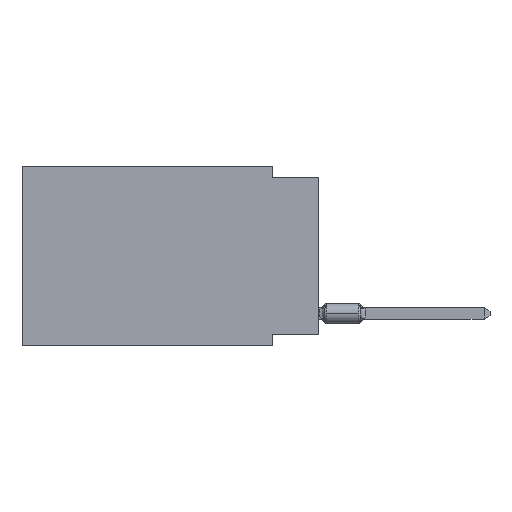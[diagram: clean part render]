
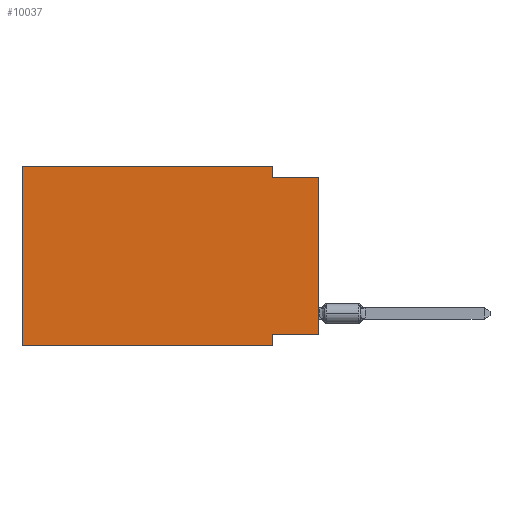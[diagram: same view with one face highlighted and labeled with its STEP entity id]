
A CAD part, left-side view. The second image highlights one B-rep face of the part: STEP entity #10037.
In plain terms, the highlighted planar face has unit normal (-1, 0, 0).
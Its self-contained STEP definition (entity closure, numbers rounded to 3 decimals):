
#539 = ORIENTED_EDGE ( 'NONE', *, *, #6639, .F. ) ;
#815 = CARTESIAN_POINT ( 'NONE',  ( 0., 16.383, -9.906 ) ) ;
#824 = LINE ( 'NONE', #16220, #14878 ) ;
#1078 = VERTEX_POINT ( 'NONE', #8548 ) ;
#1720 = CARTESIAN_POINT ( 'NONE',  ( 0., 16.383, 0. ) ) ;
#1952 = LINE ( 'NONE', #1720, #9419 ) ;
#2629 = LINE ( 'NONE', #815, #10183 ) ;
#2685 = CARTESIAN_POINT ( 'NONE',  ( 0., 16.383, 0. ) ) ;
#2807 = VECTOR ( 'NONE', #14565, 1000. ) ;
#3732 = ORIENTED_EDGE ( 'NONE', *, *, #10079, .F. ) ;
#4151 = PLANE ( 'NONE',  #17603 ) ;
#4628 = EDGE_CURVE ( 'NONE', #14205, #10528, #12724, .T. ) ;
#4980 = EDGE_CURVE ( 'NONE', #14205, #10177, #824, .T. ) ;
#5239 = CARTESIAN_POINT ( 'NONE',  ( 0., 16.383, -9.906 ) ) ;
#5313 = LINE ( 'NONE', #20573, #10932 ) ;
#5898 = EDGE_CURVE ( 'NONE', #1078, #21220, #18291, .T. ) ;
#5966 = DIRECTION ( 'NONE',  ( 0., 0., -1. ) ) ;
#6639 = EDGE_CURVE ( 'NONE', #21220, #10177, #21203, .T. ) ;
#7071 = EDGE_CURVE ( 'NONE', #16749, #10200, #2629, .T. ) ;
#7227 = VECTOR ( 'NONE', #9788, 1000. ) ;
#7288 = DIRECTION ( 'NONE',  ( 0., 1., 0. ) ) ;
#7440 = VERTEX_POINT ( 'NONE', #12657 ) ;
#7533 = FACE_OUTER_BOUND ( 'NONE', #20388, .T. ) ;
#7728 = DIRECTION ( 'NONE',  ( 0., 0., 1. ) ) ;
#7755 = CARTESIAN_POINT ( 'NONE',  ( 0., 2.54, -0.635 ) ) ;
#8329 = VECTOR ( 'NONE', #7288, 1000. ) ;
#8426 = CARTESIAN_POINT ( 'NONE',  ( 0., 2.54, 0. ) ) ;
#8548 = CARTESIAN_POINT ( 'NONE',  ( 0., 2.54, 0. ) ) ;
#8781 = ORIENTED_EDGE ( 'NONE', *, *, #4628, .F. ) ;
#9027 = ORIENTED_EDGE ( 'NONE', *, *, #4980, .T. ) ;
#9419 = VECTOR ( 'NONE', #22201, 1000. ) ;
#9452 = VECTOR ( 'NONE', #16349, 1000. ) ;
#9532 = DIRECTION ( 'NONE',  ( 0., -1., 0. ) ) ;
#9581 = DIRECTION ( 'NONE',  ( 1., 0., 0. ) ) ;
#9788 = DIRECTION ( 'NONE',  ( 0., 0., -1. ) ) ;
#9890 = CARTESIAN_POINT ( 'NONE',  ( 0., 0., -9.271 ) ) ;
#10037 = ADVANCED_FACE ( 'NONE', ( #7533 ), #4151, .F. ) ;
#10079 = EDGE_CURVE ( 'NONE', #7440, #1078, #16257, .T. ) ;
#10177 = VERTEX_POINT ( 'NONE', #15461 ) ;
#10183 = VECTOR ( 'NONE', #9532, 1000. ) ;
#10200 = VERTEX_POINT ( 'NONE', #22234 ) ;
#10528 = VERTEX_POINT ( 'NONE', #21508 ) ;
#10932 = VECTOR ( 'NONE', #11986, 1000. ) ;
#11986 = DIRECTION ( 'NONE',  ( 0., 0., -1. ) ) ;
#12657 = CARTESIAN_POINT ( 'NONE',  ( 0., 16.383, 0. ) ) ;
#12724 = LINE ( 'NONE', #12848, #8329 ) ;
#12848 = CARTESIAN_POINT ( 'NONE',  ( 0., 0., -9.271 ) ) ;
#13230 = ORIENTED_EDGE ( 'NONE', *, *, #5898, .F. ) ;
#14205 = VERTEX_POINT ( 'NONE', #9890 ) ;
#14322 = EDGE_CURVE ( 'NONE', #16749, #7440, #1952, .T. ) ;
#14565 = DIRECTION ( 'NONE',  ( 0., -1., 0. ) ) ;
#14878 = VECTOR ( 'NONE', #7728, 1000. ) ;
#15461 = CARTESIAN_POINT ( 'NONE',  ( 0., 0., -0.635 ) ) ;
#15949 = EDGE_CURVE ( 'NONE', #10528, #10200, #5313, .T. ) ;
#15973 = ORIENTED_EDGE ( 'NONE', *, *, #7071, .T. ) ;
#16220 = CARTESIAN_POINT ( 'NONE',  ( 0., 0., 0. ) ) ;
#16257 = LINE ( 'NONE', #2685, #2807 ) ;
#16349 = DIRECTION ( 'NONE',  ( 0., -1., 0. ) ) ;
#16498 = CARTESIAN_POINT ( 'NONE',  ( 0., 16.383, 0. ) ) ;
#16749 = VERTEX_POINT ( 'NONE', #5239 ) ;
#17603 = AXIS2_PLACEMENT_3D ( 'NONE', #16498, #9581, #5966 ) ;
#18291 = LINE ( 'NONE', #8426, #7227 ) ;
#18992 = ORIENTED_EDGE ( 'NONE', *, *, #15949, .F. ) ;
#19951 = CARTESIAN_POINT ( 'NONE',  ( 0., 0., -0.635 ) ) ;
#20388 = EDGE_LOOP ( 'NONE', ( #9027, #539, #13230, #3732, #21237, #15973, #18992, #8781 ) ) ;
#20573 = CARTESIAN_POINT ( 'NONE',  ( 0., 2.54, -9.906 ) ) ;
#21203 = LINE ( 'NONE', #19951, #9452 ) ;
#21220 = VERTEX_POINT ( 'NONE', #7755 ) ;
#21237 = ORIENTED_EDGE ( 'NONE', *, *, #14322, .F. ) ;
#21508 = CARTESIAN_POINT ( 'NONE',  ( 0., 2.54, -9.271 ) ) ;
#22201 = DIRECTION ( 'NONE',  ( 0., 0., 1. ) ) ;
#22234 = CARTESIAN_POINT ( 'NONE',  ( 0., 2.54, -9.906 ) ) ;
